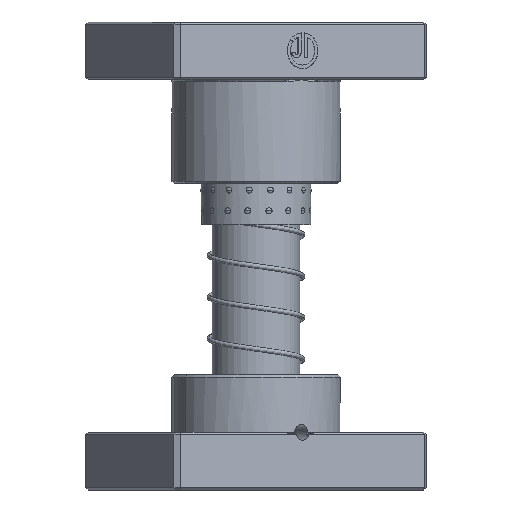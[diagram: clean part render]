
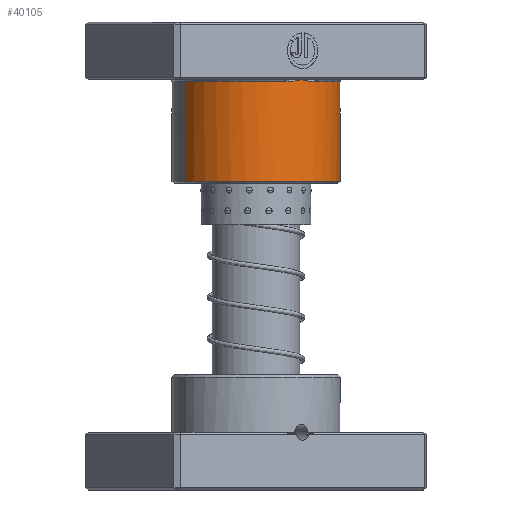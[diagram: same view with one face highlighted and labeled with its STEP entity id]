
A CAD part, front view. The second image highlights one B-rep face of the part: STEP entity #40105.
In plain terms, the highlighted cylindrical face has radius 36.5 mm (diameter 73 mm), a partial arc.
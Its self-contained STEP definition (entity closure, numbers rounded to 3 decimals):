
#88 = LINE ( 'NONE', #25553, #33225 ) ;
#517 = CARTESIAN_POINT ( 'NONE',  ( 0., 36.5, 25. ) ) ;
#653 = CARTESIAN_POINT ( 'NONE',  ( -8.373, 35.527, 26. ) ) ;
#1441 = CIRCLE ( 'NONE', #15565, 36.5 ) ;
#1684 = CARTESIAN_POINT ( 'NONE',  ( 8.373, 35.527, 26. ) ) ;
#1934 = DIRECTION ( 'NONE',  ( 0., 0., -1. ) ) ;
#2039 = EDGE_CURVE ( 'NONE', #37719, #29676, #11600, .T. ) ;
#2124 = CARTESIAN_POINT ( 'NONE',  ( 0., 36.5, 25. ) ) ;
#3017 = AXIS2_PLACEMENT_3D ( 'NONE', #31098, #11920, #34364 ) ;
#3270 = VERTEX_POINT ( 'NONE', #3349 ) ;
#3338 = CIRCLE ( 'NONE', #3017, 36.5 ) ;
#3349 = CARTESIAN_POINT ( 'NONE',  ( 0., 36.5, 25. ) ) ;
#4772 = VERTEX_POINT ( 'NONE', #18936 ) ;
#5156 = ORIENTED_EDGE ( 'NONE', *, *, #7956, .T. ) ;
#5355 = LINE ( 'NONE', #13038, #28953 ) ;
#5911 = B_SPLINE_CURVE_WITH_KNOTS ( 'NONE', 3,
 ( #30873, #34115, #14941, #37349, #18136, #40614, #21352, #2124 ),
 .UNSPECIFIED., .F., .F.,
 ( 4, 2, 2, 4 ),
 ( 0., 0.002, 0.004, 0.009 ),
 .UNSPECIFIED. ) ;
#6282 = ORIENTED_EDGE ( 'NONE', *, *, #20393, .T. ) ;
#6343 = DIRECTION ( 'NONE',  ( 0., 0., -1. ) ) ;
#6977 = CARTESIAN_POINT ( 'NONE',  ( -0.701, 36.495, 25.118 ) ) ;
#7956 = EDGE_CURVE ( 'NONE', #29676, #31745, #5355, .T. ) ;
#8791 = EDGE_CURVE ( 'NONE', #31745, #26008, #1441, .T. ) ;
#9731 = AXIS2_PLACEMENT_3D ( 'NONE', #21148, #1934, #33135 ) ;
#10252 = CARTESIAN_POINT ( 'NONE',  ( -1.75, 36.46, 25.291 ) ) ;
#11119 = AXIS2_PLACEMENT_3D ( 'NONE', #33069, #20323, #17095 ) ;
#11246 = EDGE_CURVE ( 'NONE', #26008, #3270, #5911, .T. ) ;
#11600 = CIRCLE ( 'NONE', #9731, 36.5 ) ;
#11775 = CARTESIAN_POINT ( 'NONE',  ( -36.5, 0., 26. ) ) ;
#11920 = DIRECTION ( 'NONE',  ( 0., 0., 1. ) ) ;
#12232 = B_SPLINE_CURVE_WITH_KNOTS ( 'NONE', 3,
 ( #517, #19762, #6977, #29405, #10252, #32643, #13463, #35906, #16672, #39142, #19888, #653 ),
 .UNSPECIFIED., .F., .F.,
 ( 4, 2, 2, 2, 2, 4 ),
 ( 0., 0.001, 0.002, 0.004, 0.006, 0.008 ),
 .UNSPECIFIED. ) ;
#12398 = FACE_OUTER_BOUND ( 'NONE', #27817, .T. ) ;
#13038 = CARTESIAN_POINT ( 'NONE',  ( 36.5, 0., 70. ) ) ;
#13463 = CARTESIAN_POINT ( 'NONE',  ( -3.495, 36.339, 25.565 ) ) ;
#14941 = CARTESIAN_POINT ( 'NONE',  ( 6.984, 35.833, 25.96 ) ) ;
#15565 = AXIS2_PLACEMENT_3D ( 'NONE', #37607, #18401, #40877 ) ;
#16631 = EDGE_CURVE ( 'NONE', #3270, #4772, #12232, .T. ) ;
#16672 = CARTESIAN_POINT ( 'NONE',  ( -5.587, 36.077, 25.837 ) ) ;
#17095 = DIRECTION ( 'NONE',  ( -1., 0., 0. ) ) ;
#18136 = CARTESIAN_POINT ( 'NONE',  ( 4.89, 36.178, 25.754 ) ) ;
#18401 = DIRECTION ( 'NONE',  ( 0., 0., 1. ) ) ;
#18749 = ORIENTED_EDGE ( 'NONE', *, *, #11246, .T. ) ;
#18936 = CARTESIAN_POINT ( 'NONE',  ( -8.373, 35.527, 26. ) ) ;
#19138 = ORIENTED_EDGE ( 'NONE', *, *, #25809, .F. ) ;
#19748 = DIRECTION ( 'NONE',  ( 0., 0., -1. ) ) ;
#19762 = CARTESIAN_POINT ( 'NONE',  ( -0.349, 36.5, 25.059 ) ) ;
#19888 = CARTESIAN_POINT ( 'NONE',  ( -7.68, 35.69, 26. ) ) ;
#20323 = DIRECTION ( 'NONE',  ( 0., 0., -1. ) ) ;
#20393 = EDGE_CURVE ( 'NONE', #4772, #22292, #3338, .T. ) ;
#21148 = CARTESIAN_POINT ( 'NONE',  ( 0., 0., 69. ) ) ;
#21352 = CARTESIAN_POINT ( 'NONE',  ( 1.403, 36.5, 25.235 ) ) ;
#22284 = CARTESIAN_POINT ( 'NONE',  ( 36.5, 0., 69. ) ) ;
#22292 = VERTEX_POINT ( 'NONE', #11775 ) ;
#22805 = ORIENTED_EDGE ( 'NONE', *, *, #16631, .T. ) ;
#25553 = CARTESIAN_POINT ( 'NONE',  ( -36.5, 0., 70. ) ) ;
#25809 = EDGE_CURVE ( 'NONE', #37719, #22292, #88, .T. ) ;
#26008 = VERTEX_POINT ( 'NONE', #1684 ) ;
#27817 = EDGE_LOOP ( 'NONE', ( #35623, #5156, #39399, #18749, #22805, #6282, #19138 ) ) ;
#28435 = CYLINDRICAL_SURFACE ( 'NONE', #11119, 36.5 ) ;
#28953 = VECTOR ( 'NONE', #19748, 1000. ) ;
#29405 = CARTESIAN_POINT ( 'NONE',  ( -1.4, 36.475, 25.234 ) ) ;
#29676 = VERTEX_POINT ( 'NONE', #22284 ) ;
#30873 = CARTESIAN_POINT ( 'NONE',  ( 8.373, 35.527, 26. ) ) ;
#31098 = CARTESIAN_POINT ( 'NONE',  ( 0., 0., 26. ) ) ;
#31745 = VERTEX_POINT ( 'NONE', #40729 ) ;
#32643 = CARTESIAN_POINT ( 'NONE',  ( -2.798, 36.399, 25.459 ) ) ;
#33069 = CARTESIAN_POINT ( 'NONE',  ( 0., 0., 70. ) ) ;
#33135 = DIRECTION ( 'NONE',  ( 1., 0., 0. ) ) ;
#33225 = VECTOR ( 'NONE', #6343, 1000. ) ;
#34115 = CARTESIAN_POINT ( 'NONE',  ( 7.68, 35.69, 26. ) ) ;
#34364 = DIRECTION ( 'NONE',  ( 1., 0., 0. ) ) ;
#35623 = ORIENTED_EDGE ( 'NONE', *, *, #2039, .T. ) ;
#35906 = CARTESIAN_POINT ( 'NONE',  ( -4.89, 36.178, 25.754 ) ) ;
#37349 = CARTESIAN_POINT ( 'NONE',  ( 5.587, 36.077, 25.837 ) ) ;
#37607 = CARTESIAN_POINT ( 'NONE',  ( 0., 0., 26. ) ) ;
#37719 = VERTEX_POINT ( 'NONE', #41062 ) ;
#39142 = CARTESIAN_POINT ( 'NONE',  ( -6.984, 35.833, 25.96 ) ) ;
#39399 = ORIENTED_EDGE ( 'NONE', *, *, #8791, .T. ) ;
#40105 = ADVANCED_FACE ( 'NONE', ( #12398 ), #28435, .T. ) ;
#40614 = CARTESIAN_POINT ( 'NONE',  ( 2.798, 36.42, 25.47 ) ) ;
#40729 = CARTESIAN_POINT ( 'NONE',  ( 36.5, 0., 26. ) ) ;
#40877 = DIRECTION ( 'NONE',  ( 1., 0., 0. ) ) ;
#41062 = CARTESIAN_POINT ( 'NONE',  ( -36.5, 0., 69. ) ) ;
